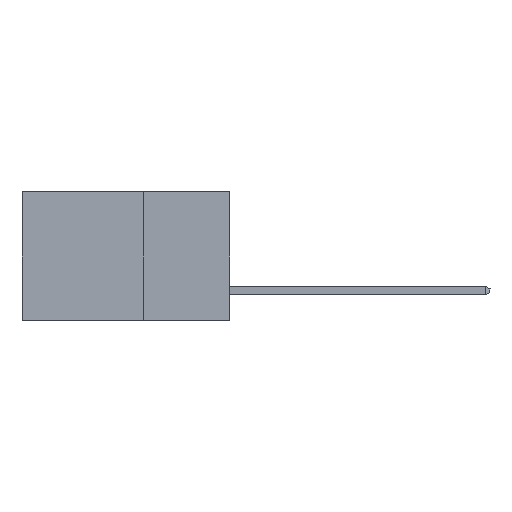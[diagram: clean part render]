
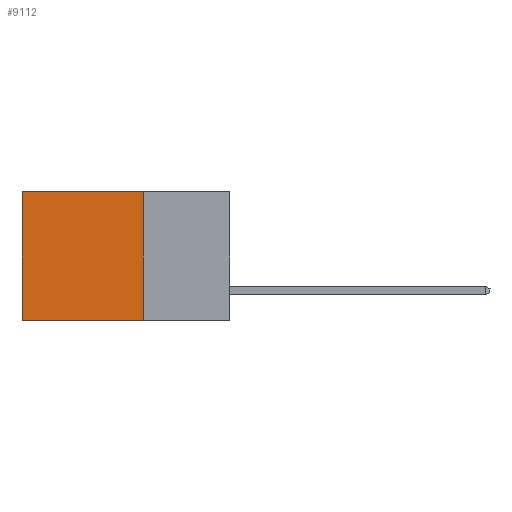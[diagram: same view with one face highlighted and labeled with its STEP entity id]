
A CAD part, left-side view. The second image highlights one B-rep face of the part: STEP entity #9112.
In plain terms, the highlighted planar face has unit normal (-1, 0, 0).
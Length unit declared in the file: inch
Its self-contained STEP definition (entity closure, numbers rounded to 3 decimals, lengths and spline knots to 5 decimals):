
#13 = DIRECTION ( 'NONE',  ( 0., 1., 0. ) ) ;
#251 = DIRECTION ( 'NONE',  ( 1., 0., 0. ) ) ;
#500 = CARTESIAN_POINT ( 'NONE',  ( 0.2615, 0.25, 0. ) ) ;
#999 = EDGE_CURVE ( 'NONE', #11141, #8168, #9832, .T. ) ;
#1427 = VECTOR ( 'NONE', #3331, 39.37008 ) ;
#1441 = LINE ( 'NONE', #500, #1427 ) ;
#1507 = VECTOR ( 'NONE', #13, 39.37008 ) ;
#1629 = DIRECTION ( 'NONE',  ( 0., 0., -1. ) ) ;
#2456 = CARTESIAN_POINT ( 'NONE',  ( 0.2615, 0.25, -0.37 ) ) ;
#2608 = CARTESIAN_POINT ( 'NONE',  ( 0.2615, 0.25, 0. ) ) ;
#3101 = VECTOR ( 'NONE', #1629, 39.37008 ) ;
#3331 = DIRECTION ( 'NONE',  ( 0., 1., 0. ) ) ;
#3726 = ORIENTED_EDGE ( 'NONE', *, *, #999, .T. ) ;
#3898 = EDGE_CURVE ( 'NONE', #7318, #11141, #1441, .T. ) ;
#4650 = DIRECTION ( 'NONE',  ( 0., 0., -1. ) ) ;
#5156 = VECTOR ( 'NONE', #8947, 39.37008 ) ;
#5242 = EDGE_CURVE ( 'NONE', #7318, #6562, #10607, .T. ) ;
#6562 = VERTEX_POINT ( 'NONE', #8901 ) ;
#6700 = CARTESIAN_POINT ( 'NONE',  ( 0.2615, 0.6, -0.37 ) ) ;
#6718 = EDGE_LOOP ( 'NONE', ( #3726, #7010, #10156, #10255 ) ) ;
#6990 = EDGE_CURVE ( 'NONE', #6562, #8168, #9273, .T. ) ;
#7010 = ORIENTED_EDGE ( 'NONE', *, *, #6990, .F. ) ;
#7318 = VERTEX_POINT ( 'NONE', #2608 ) ;
#7455 = CARTESIAN_POINT ( 'NONE',  ( 0.2615, 0.25, -0.37 ) ) ;
#8168 = VERTEX_POINT ( 'NONE', #6700 ) ;
#8402 = PLANE ( 'NONE',  #9173 ) ;
#8901 = CARTESIAN_POINT ( 'NONE',  ( 0.2615, 0.25, -0.37 ) ) ;
#8947 = DIRECTION ( 'NONE',  ( 0., 0., -1. ) ) ;
#9112 = ADVANCED_FACE ( 'NONE', ( #9278 ), #8402, .F. ) ;
#9173 = AXIS2_PLACEMENT_3D ( 'NONE', #11240, #251, #4650 ) ;
#9273 = LINE ( 'NONE', #7455, #1507 ) ;
#9278 = FACE_OUTER_BOUND ( 'NONE', #6718, .T. ) ;
#9832 = LINE ( 'NONE', #10605, #5156 ) ;
#10156 = ORIENTED_EDGE ( 'NONE', *, *, #5242, .F. ) ;
#10157 = CARTESIAN_POINT ( 'NONE',  ( 0.2615, 0.6, 0. ) ) ;
#10255 = ORIENTED_EDGE ( 'NONE', *, *, #3898, .T. ) ;
#10605 = CARTESIAN_POINT ( 'NONE',  ( 0.2615, 0.6, -0.37 ) ) ;
#10607 = LINE ( 'NONE', #2456, #3101 ) ;
#11141 = VERTEX_POINT ( 'NONE', #10157 ) ;
#11240 = CARTESIAN_POINT ( 'NONE',  ( 0.2615, 0.25, -0.37 ) ) ;
